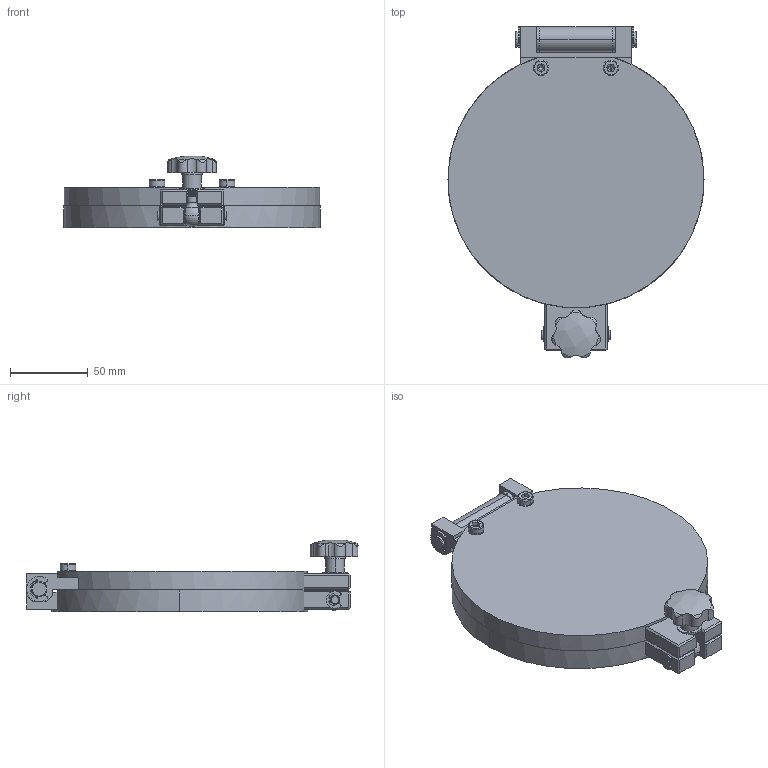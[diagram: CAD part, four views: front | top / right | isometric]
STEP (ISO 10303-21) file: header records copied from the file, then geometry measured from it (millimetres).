
FILE_DESCRIPTION (( 'STEP AP214' ), '1' );
FILE_NAME ('520KTU100.stp', '2017-05-29T06:28:12', ( '' ), ( '' ), 'SwSTEP 2.0', 'SolidWorks 2015', '' );
FILE_SCHEMA (( 'AUTOMOTIVE_DESIGN' ));
Length unit declared in the file: millimetre
Products named in the file (1): 520KTU100
Bounding box: 165 x 213.93 x 45.94 mm (x, y, z)
Volume: 475903.3 mm3; surface area: 121448.8 mm2
Topology: 14 solids, 14 shells, 589 faces, 1456 edges, 915 vertices
Faces by surface type: cylinder 240, plane 205, cone 112, torus 22, bspline 8, sphere 2
Entity records: 24855 total; most frequent: CARTESIAN_POINT 3741, DIRECTION 3263, ORIENTED_EDGE 2890, EDGE_CURVE 1445, AXIS2_PLACEMENT_3D 1274, VERTEX_POINT 912, LINE 715, VECTOR 715
